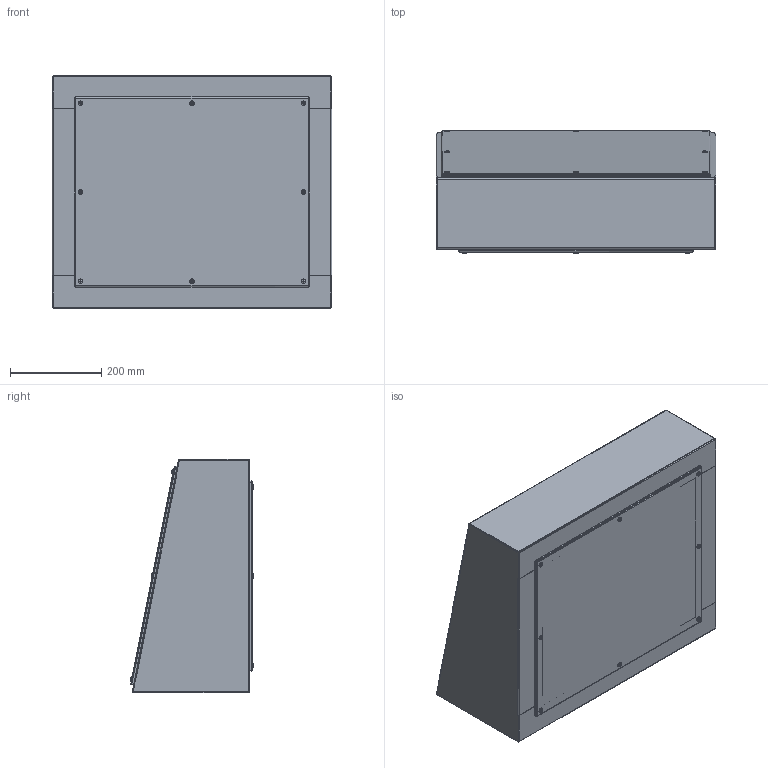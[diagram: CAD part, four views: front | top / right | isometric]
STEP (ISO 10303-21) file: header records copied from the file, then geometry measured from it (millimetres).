
FILE_DESCRIPTION(/* description */ ('WC12 CONSOLE TOP, BOTTOM ENDWALL, 24"'),/* implementation_level */ '2;1');
FILE_NAME(/* name */ 'WC1224T.stp',/* time_stamp */ '2017-06-23T06:39:18-05:00',/* author */ ('wford'),/* organization */ (''),/* preprocessor_version */ 'ST-DEVELOPER v16.1',/* originating_system */ 'Autodesk Inventor 2016',/* authorisation */ '');
FILE_SCHEMA (('AUTOMOTIVE_DESIGN { 1 0 10303 214 3 1 1 }'));
Length unit declared in the file: inch
Products named in the file (12): WC1224TBTM; WC12_TLS; WC12_TRS; WC1224TTOP; 34984; WC1224TIPNL; WC1224TAPNL; WC1224TFRNTGSK; WC1224TBACKGSK; 372154; 39077; WC12_T-assm
Assembly tree (57 placements, depth 2):
  WC12_T-assm
    WC1224TBTM
    WC12_TLS
    WC12_TRS
    WC1224TTOP
    34984  x16
    WC1224TIPNL
    WC1224TAPNL
    WC1224TFRNTGSK
    WC1224TBACKGSK
    372154  x16
    39077  x17
Bounding box: 612.77 x 270.77 x 511.18 mm (x, y, z)
Volume: 2617385.6 mm3; surface area: 2592220.6 mm2
Topology: 57 solids, 57 shells, 1452 faces, 3614 edges, 2308 vertices
Faces by surface type: plane 854, cylinder 246, cone 208, torus 96, sphere 32, bspline 16
Full cylindrical faces by diameter (mm): 3.962 x16, 4.255 x16, 4.978 x16, 6.299 x16, 6.35 x16, 6.528 x16, 7.061 x17, 10.312 x16, 11.506 x17
Entity records: 10261 total; most frequent: CARTESIAN_POINT 2233, DIRECTION 1554, ORIENTED_EDGE 1412, EDGE_CURVE 706, AXIS2_PLACEMENT_3D 533, LINE 488, VECTOR 488, VERTEX_POINT 452
